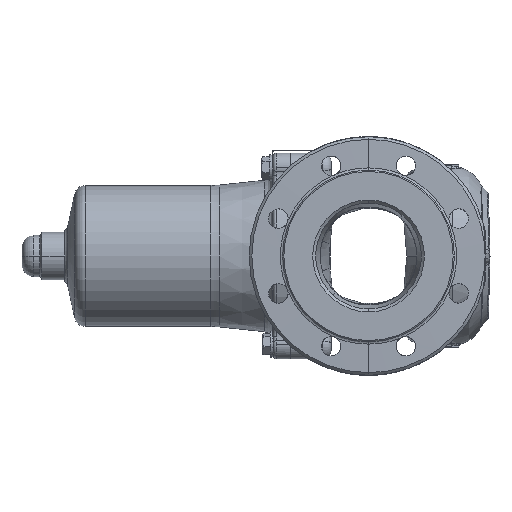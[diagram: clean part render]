
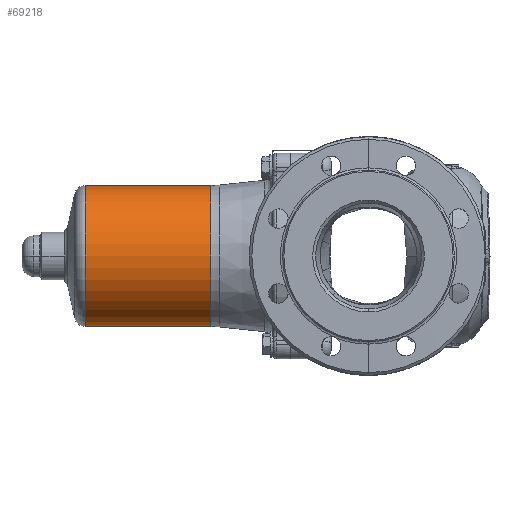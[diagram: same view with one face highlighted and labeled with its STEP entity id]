
A CAD part, left-side view. The second image highlights one B-rep face of the part: STEP entity #69218.
In plain terms, the highlighted cylindrical face has radius 65 mm (diameter 130 mm), a partial arc.
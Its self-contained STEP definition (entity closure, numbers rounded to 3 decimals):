
#7820 = FACE_OUTER_BOUND ( 'NONE', #24478, .T. ) ;
#9977 = DIRECTION ( 'NONE',  ( 0., 0., -1. ) ) ;
#12012 = CARTESIAN_POINT ( 'NONE',  ( 0., 145.34, -65. ) ) ;
#13428 = DIRECTION ( 'NONE',  ( 0., 0., -1. ) ) ;
#13532 = ORIENTED_EDGE ( 'NONE', *, *, #43926, .T. ) ;
#14158 = ORIENTED_EDGE ( 'NONE', *, *, #51014, .T. ) ;
#14751 = CARTESIAN_POINT ( 'NONE',  ( 0., 359.056, -65. ) ) ;
#18797 = VECTOR ( 'NONE', #107753, 1000. ) ;
#24478 = EDGE_LOOP ( 'NONE', ( #14158, #13532, #121484, #91268 ) ) ;
#36221 = LINE ( 'NONE', #14751, #18797 ) ;
#39841 = VERTEX_POINT ( 'NONE', #64837 ) ;
#42771 = CARTESIAN_POINT ( 'NONE',  ( 0., 261.102, -65. ) ) ;
#43926 = EDGE_CURVE ( 'NONE', #39841, #97561, #66153, .T. ) ;
#47511 = CIRCLE ( 'NONE', #72641, 65. ) ;
#51014 = EDGE_CURVE ( 'NONE', #94062, #39841, #87477, .T. ) ;
#53005 = AXIS2_PLACEMENT_3D ( 'NONE', #108789, #87552, #99482 ) ;
#54146 = CARTESIAN_POINT ( 'NONE',  ( 0., 145.34, 0. ) ) ;
#59334 = CARTESIAN_POINT ( 'NONE',  ( 0., 359.056, 65. ) ) ;
#64837 = CARTESIAN_POINT ( 'NONE',  ( 0., 145.34, 65. ) ) ;
#66153 = LINE ( 'NONE', #59334, #99371 ) ;
#67835 = DIRECTION ( 'NONE',  ( 0., 1., 0. ) ) ;
#69218 = ADVANCED_FACE ( 'NONE', ( #7820 ), #88746, .T. ) ;
#72641 = AXIS2_PLACEMENT_3D ( 'NONE', #80921, #122549, #9977 ) ;
#74996 = CARTESIAN_POINT ( 'NONE',  ( 0., 261.102, 65. ) ) ;
#80921 = CARTESIAN_POINT ( 'NONE',  ( 0., 261.102, 0. ) ) ;
#87477 = CIRCLE ( 'NONE', #108822, 65. ) ;
#87552 = DIRECTION ( 'NONE',  ( 0., 1., 0. ) ) ;
#88746 = CYLINDRICAL_SURFACE ( 'NONE', #53005, 65. ) ;
#91268 = ORIENTED_EDGE ( 'NONE', *, *, #103792, .F. ) ;
#94062 = VERTEX_POINT ( 'NONE', #12012 ) ;
#97561 = VERTEX_POINT ( 'NONE', #74996 ) ;
#99371 = VECTOR ( 'NONE', #67835, 1000. ) ;
#99461 = EDGE_CURVE ( 'NONE', #110955, #97561, #47511, .T. ) ;
#99482 = DIRECTION ( 'NONE',  ( 0., 0., -1. ) ) ;
#103792 = EDGE_CURVE ( 'NONE', #94062, #110955, #36221, .T. ) ;
#105579 = DIRECTION ( 'NONE',  ( 0., 1., 0. ) ) ;
#107753 = DIRECTION ( 'NONE',  ( 0., 1., 0. ) ) ;
#108789 = CARTESIAN_POINT ( 'NONE',  ( 0., 359.056, 0. ) ) ;
#108822 = AXIS2_PLACEMENT_3D ( 'NONE', #54146, #105579, #13428 ) ;
#110955 = VERTEX_POINT ( 'NONE', #42771 ) ;
#121484 = ORIENTED_EDGE ( 'NONE', *, *, #99461, .F. ) ;
#122549 = DIRECTION ( 'NONE',  ( 0., 1., 0. ) ) ;
